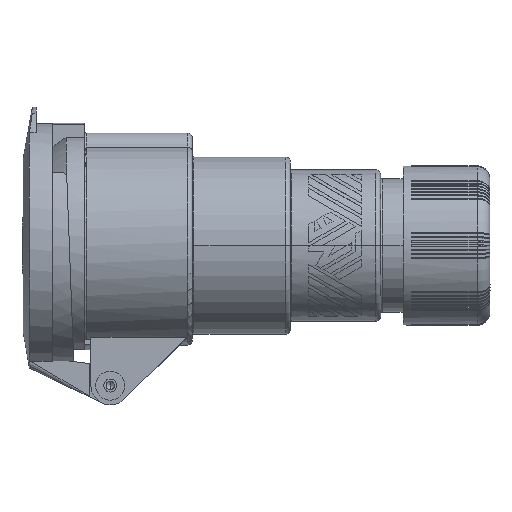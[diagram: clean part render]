
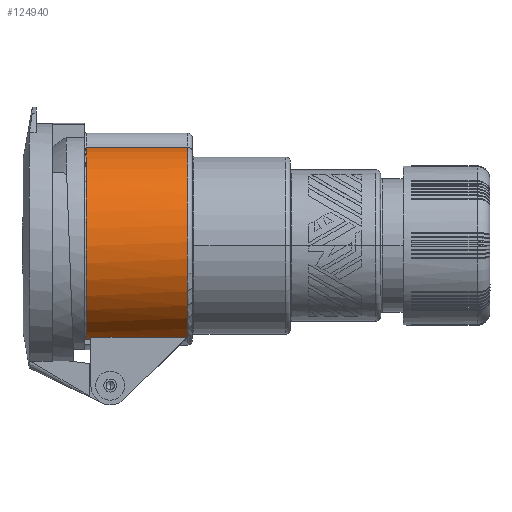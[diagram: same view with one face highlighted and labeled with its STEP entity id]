
A CAD part, left-side view. The second image highlights one B-rep face of the part: STEP entity #124940.
In plain terms, the highlighted cylindrical face has radius 31 mm (diameter 62 mm), a partial arc.
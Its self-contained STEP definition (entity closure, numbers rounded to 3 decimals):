
#45940=CARTESIAN_POINT('',(-205.383,-79.928,
-30.529));
#45950=VERTEX_POINT('',#45940);
#65430=CARTESIAN_POINT('',(-200.,-121.928,0.)
);
#65440=DIRECTION('',(0.,-1.,0.));
#65450=DIRECTION('',(1.,0.,0.));
#65460=AXIS2_PLACEMENT_3D('',#65430,#65440,#65450);
#65470=CYLINDRICAL_SURFACE('',#65460,31.);
#65480=CARTESIAN_POINT('',(-200.,-79.928,0.)
);
#65490=DIRECTION('',(0.,1.,0.));
#65500=DIRECTION('',(1.,0.,0.));
#65510=AXIS2_PLACEMENT_3D('',#65480,#65490,#65500);
#65520=CIRCLE('',#65510,31.);
#74390=CARTESIAN_POINT('',(-212.4,-79.928,28.412));
#74400=VERTEX_POINT('',#74390);
#74660=CARTESIAN_POINT('',(-212.4,-109.928,28.412));
#74670=VERTEX_POINT('',#74660);
#74700=CARTESIAN_POINT('',(-212.4,-121.928,28.412));
#74710=DIRECTION('',(0.,-1.,0.));
#74720=VECTOR('',#74710,1.);
#74730=LINE('',#74700,#74720);
#74740=EDGE_CURVE('',#74400,#74670,#74730,.T.);
#87520=CARTESIAN_POINT('',(-205.383,-111.428,
-30.529));
#87530=VERTEX_POINT('',#87520);
#87630=CARTESIAN_POINT('',(-205.383,-80.428,
-30.529));
#87640=DIRECTION('',(0.,-1.,0.));
#87650=VECTOR('',#87640,1.);
#87660=LINE('',#87630,#87650);
#87670=EDGE_CURVE('',#45950,#87530,#87660,.T.);
#91280=CARTESIAN_POINT('',(-210.4,-111.428,29.203));
#91290=VERTEX_POINT('',#91280);
#91320=CARTESIAN_POINT('',(-210.4,-121.928,29.203));
#91330=DIRECTION('',(0.,-1.,0.));
#91340=VECTOR('',#91330,1.);
#91350=LINE('',#91320,#91340);
#91360=CARTESIAN_POINT('',(-210.4,-109.928,29.203));
#91370=VERTEX_POINT('',#91360);
#91380=EDGE_CURVE('',#91370,#91290,#91350,.T.);
#102550=CARTESIAN_POINT('',(-200.,-109.928,0.
));
#102560=DIRECTION('',(0.,1.,0.));
#102570=DIRECTION('',(0.,0.,1.));
#102580=AXIS2_PLACEMENT_3D('',#102550,#102560,#102570);
#102590=CIRCLE('',#102580,31.);
#102600=EDGE_CURVE('',#74670,#91370,#102590,.T.);
#103140=CARTESIAN_POINT('',(-200.,-111.428,0.)
);
#103150=DIRECTION('',(0.,-1.,0.));
#103160=DIRECTION('',(-1.,0.,0.));
#103170=AXIS2_PLACEMENT_3D('',#103140,#103150,#103160);
#103180=CIRCLE('',#103170,31.);
#103190=EDGE_CURVE('',#91290,#87530,#103180,.T.);
#110320=EDGE_CURVE('',#45950,#74400,#65520,.T.);
#124860=ORIENTED_EDGE('',*,*,#74740,.F.);
#124870=ORIENTED_EDGE('',*,*,#102600,.F.);
#124880=ORIENTED_EDGE('',*,*,#91380,.F.);
#124890=ORIENTED_EDGE('',*,*,#103190,.F.);
#124900=ORIENTED_EDGE('',*,*,#87670,.T.);
#124910=ORIENTED_EDGE('',*,*,#110320,.F.);
#124920=EDGE_LOOP('',(#124910,#124900,#124890,#124880,#124870,#124860));
#124930=FACE_OUTER_BOUND('',#124920,.T.);
#124940=ADVANCED_FACE('',(#124930),#65470,.T.);
